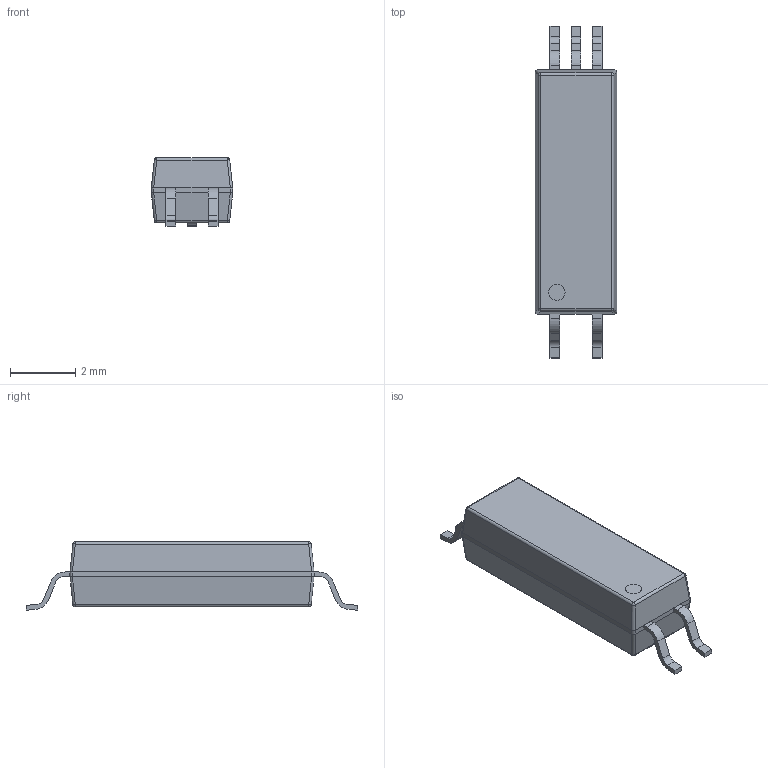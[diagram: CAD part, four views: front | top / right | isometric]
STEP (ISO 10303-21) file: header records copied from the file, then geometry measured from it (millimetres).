
FILE_DESCRIPTION (( 'STEP AP214' ), '1' );
FILE_NAME ('RV1S9209ACCSP-10YC#SC0.STEP', '2023-04-27T02:52:21', ( '' ), ( '' ), 'SwSTEP 2.0', 'SolidWorks 2022', '' );
FILE_SCHEMA (( 'AUTOMOTIVE_DESIGN' ));
Length unit declared in the file: millimetre
Products named in the file (1): RV1S9209ACCSP-10YC#SC0
Bounding box: 2.5 x 10.2 x 2.1 mm (x, y, z)
Volume: 36.1 mm3; surface area: 81.3 mm2
Topology: 7 solids, 7 shells, 119 faces, 288 edges, 184 vertices
Faces by surface type: plane 67, cylinder 44, sphere 8
Entity records: 4300 total; most frequent: CARTESIAN_POINT 664, DIRECTION 576, ORIENTED_EDGE 576, EDGE_CURVE 288, AXIS2_PLACEMENT_3D 192, VECTOR 192, LINE 192, VERTEX_POINT 184
